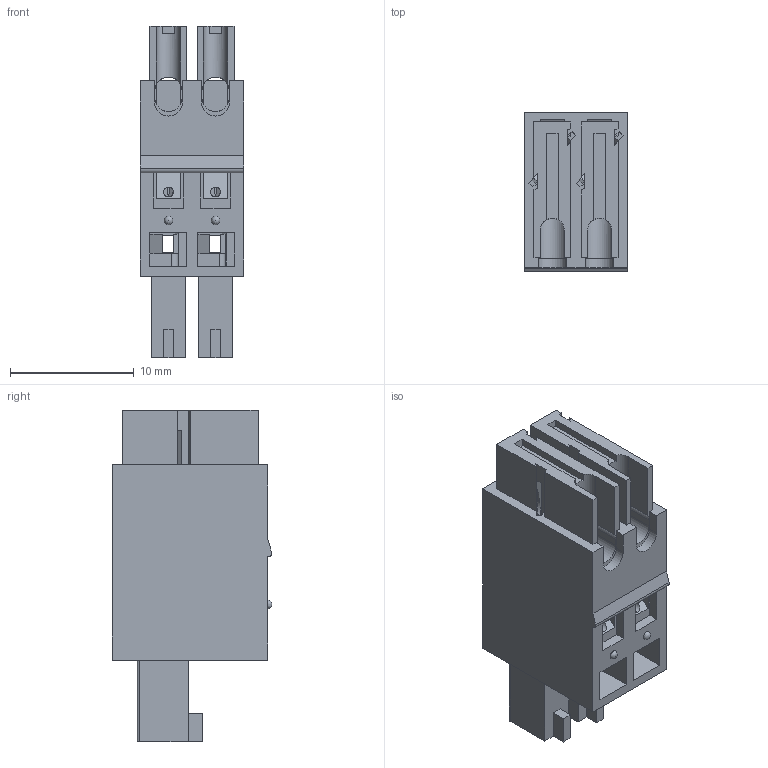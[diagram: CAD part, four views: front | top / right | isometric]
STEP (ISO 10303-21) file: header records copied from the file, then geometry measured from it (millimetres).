
FILE_DESCRIPTION( ( 'Unknown' ), '1' );
FILE_NAME( '691358310002.stp', 'Unknown', ( 'Unknown' ), ( 'Unknown' ), 'PSStep 18.0.17', 'Unknown', ' ' );
FILE_SCHEMA( ( 'AUTOMOTIVE_DESIGN { 1 0 10303 214 1 1 1 1 }' ) );
Length unit declared in the file: millimetre
Products named in the file (4): Assem1; 691(358310)(359340)0xx_Actuator; 6913583100xx; 691358310002
Assembly tree (5 placements, depth 2):
  Assem1
    691(358310)(359340)0xx_Actuator  x2
    6913583100xx  x2
    691358310002
Bounding box: 8.41 x 12.9 x 26.8 mm (x, y, z)
Volume: 1315.4 mm3; surface area: 3909.3 mm2
Topology: 5 solids, 5 shells, 523 faces, 1471 edges, 960 vertices
Faces by surface type: plane 412, cylinder 103, bspline 4, torus 2, revolution 2
Full cylindrical faces by diameter (mm): 0.8 x2, 1.2 x2, 2.1 x2
Entity records: 14038 total; most frequent: CARTESIAN_POINT 2052, ORIENTED_EDGE 1954, DIRECTION 1792, EDGE_CURVE 977, LINE 850, VECTOR 850, VERTEX_POINT 644, AXIS2_PLACEMENT_3D 470
